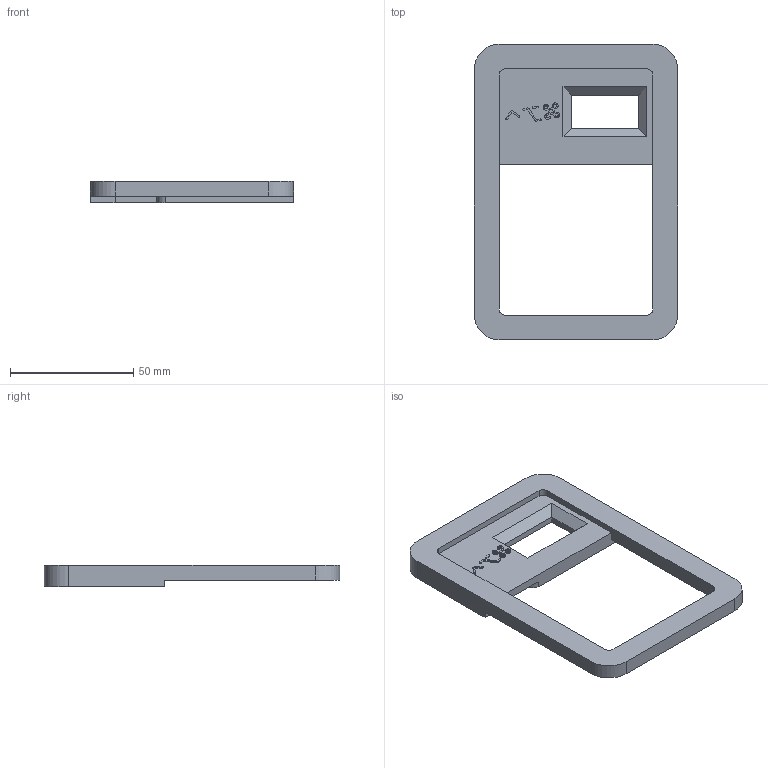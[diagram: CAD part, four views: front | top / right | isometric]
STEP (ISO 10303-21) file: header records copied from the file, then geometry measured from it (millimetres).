
FILE_DESCRIPTION(/* description */ (''),/* implementation_level */ '2;1');
FILE_NAME(/* name */ '6ac921cd-3b55-42a4-af3e-84f54af4cb14.stp',/* time_stamp */ '2024-10-17T13:58:26Z',/* author */ (''),/* organization */ (''),/* preprocessor_version */ 'ST-DEVELOPER v20',/* originating_system */ 'Autodesk Translation Framework v13.20.0.188',/* authorisation */ '');
FILE_SCHEMA (('AUTOMOTIVE_DESIGN { 1 0 10303 214 3 1 1 }'));
Length unit declared in the file: millimetre
Products named in the file (1): iCtrl Case_Top
Bounding box: 82.5 x 120 x 8.55 mm (x, y, z)
Volume: 34077 mm3; surface area: 16923.3 mm2
Topology: 1 solids, 1 shells, 147 faces, 391 edges, 258 vertices
Faces by surface type: plane 82, bspline 44, cylinder 17, cone 4
Full cylindrical faces by diameter (mm): 4.7 x4
Entity records: 4679 total; most frequent: CARTESIAN_POINT 1369, ORIENTED_EDGE 782, DIRECTION 549, EDGE_CURVE 391, LINE 265, VECTOR 265, VERTEX_POINT 258, EDGE_LOOP 163
